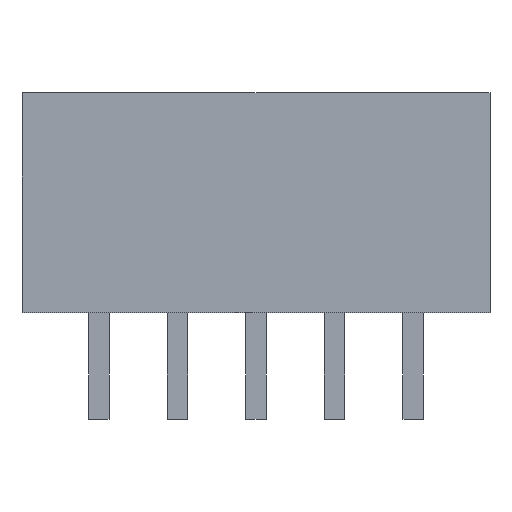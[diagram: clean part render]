
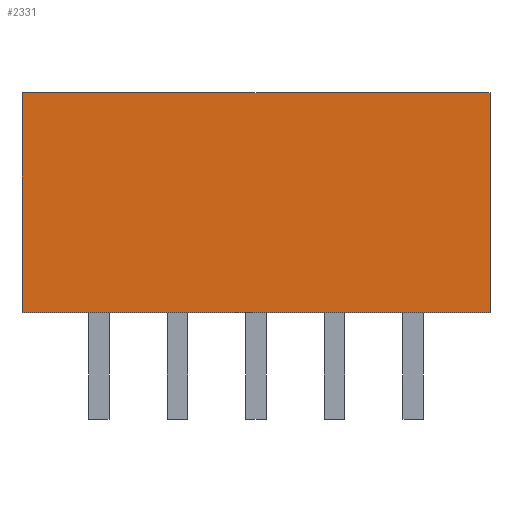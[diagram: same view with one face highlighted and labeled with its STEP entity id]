
A CAD part, front view. The second image highlights one B-rep face of the part: STEP entity #2331.
In plain terms, the highlighted planar face has unit normal (0, -1, 0).
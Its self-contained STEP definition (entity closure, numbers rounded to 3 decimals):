
#72 = PLANE('',#73);
#73 = AXIS2_PLACEMENT_3D('',#74,#75,#76);
#74 = CARTESIAN_POINT('',(-2.45,2.375,0.));
#75 = DIRECTION('',(0.,0.,1.));
#76 = DIRECTION('',(0.,1.,0.));
#372 = VERTEX_POINT('',#373);
#373 = CARTESIAN_POINT('',(12.45,-3.375,0.));
#387 = PLANE('',#388);
#388 = AXIS2_PLACEMENT_3D('',#389,#390,#391);
#389 = CARTESIAN_POINT('',(12.45,2.375,7.));
#390 = DIRECTION('',(1.,0.,0.));
#391 = DIRECTION('',(0.,1.,0.));
#399 = EDGE_CURVE('',#400,#372,#402,.T.);
#400 = VERTEX_POINT('',#401);
#401 = CARTESIAN_POINT('',(-2.45,-3.375,0.));
#402 = SURFACE_CURVE('',#403,(#407,#414),.PCURVE_S1.);
#403 = LINE('',#404,#405);
#404 = CARTESIAN_POINT('',(-2.45,-3.375,0.));
#405 = VECTOR('',#406,1.);
#406 = DIRECTION('',(1.,0.,0.));
#407 = PCURVE('',#72,#408);
#408 = DEFINITIONAL_REPRESENTATION('',(#409),#413);
#409 = LINE('',#410,#411);
#410 = CARTESIAN_POINT('',(-5.75,0.));
#411 = VECTOR('',#412,1.);
#412 = DIRECTION('',(0.,-1.));
#413 = ( GEOMETRIC_REPRESENTATION_CONTEXT(2) 
PARAMETRIC_REPRESENTATION_CONTEXT() REPRESENTATION_CONTEXT('2D SPACE',''
  ) );
#414 = PCURVE('',#415,#420);
#415 = PLANE('',#416);
#416 = AXIS2_PLACEMENT_3D('',#417,#418,#419);
#417 = CARTESIAN_POINT('',(-2.45,-3.375,0.));
#418 = DIRECTION('',(0.,1.,0.));
#419 = DIRECTION('',(-1.,0.,0.));
#420 = DEFINITIONAL_REPRESENTATION('',(#421),#425);
#421 = LINE('',#422,#423);
#422 = CARTESIAN_POINT('',(0.,0.));
#423 = VECTOR('',#424,1.);
#424 = DIRECTION('',(-1.,0.));
#425 = ( GEOMETRIC_REPRESENTATION_CONTEXT(2) 
PARAMETRIC_REPRESENTATION_CONTEXT() REPRESENTATION_CONTEXT('2D SPACE',''
  ) );
#443 = PLANE('',#444);
#444 = AXIS2_PLACEMENT_3D('',#445,#446,#447);
#445 = CARTESIAN_POINT('',(-2.45,2.375,7.));
#446 = DIRECTION('',(1.,0.,0.));
#447 = DIRECTION('',(0.,1.,0.));
#1583 = EDGE_CURVE('',#400,#1584,#1586,.T.);
#1584 = VERTEX_POINT('',#1585);
#1585 = CARTESIAN_POINT('',(-2.45,-3.375,7.));
#1586 = SURFACE_CURVE('',#1587,(#1591,#1598),.PCURVE_S1.);
#1587 = LINE('',#1588,#1589);
#1588 = CARTESIAN_POINT('',(-2.45,-3.375,0.));
#1589 = VECTOR('',#1590,1.);
#1590 = DIRECTION('',(0.,0.,1.));
#1591 = PCURVE('',#443,#1592);
#1592 = DEFINITIONAL_REPRESENTATION('',(#1593),#1597);
#1593 = LINE('',#1594,#1595);
#1594 = CARTESIAN_POINT('',(-5.75,-7.));
#1595 = VECTOR('',#1596,1.);
#1596 = DIRECTION('',(0.,1.));
#1597 = ( GEOMETRIC_REPRESENTATION_CONTEXT(2) 
PARAMETRIC_REPRESENTATION_CONTEXT() REPRESENTATION_CONTEXT('2D SPACE',''
  ) );
#1598 = PCURVE('',#415,#1599);
#1599 = DEFINITIONAL_REPRESENTATION('',(#1600),#1604);
#1600 = LINE('',#1601,#1602);
#1601 = CARTESIAN_POINT('',(0.,0.));
#1602 = VECTOR('',#1603,1.);
#1603 = DIRECTION('',(0.,1.));
#1604 = ( GEOMETRIC_REPRESENTATION_CONTEXT(2) 
PARAMETRIC_REPRESENTATION_CONTEXT() REPRESENTATION_CONTEXT('2D SPACE',''
  ) );
#1622 = PLANE('',#1623);
#1623 = AXIS2_PLACEMENT_3D('',#1624,#1625,#1626);
#1624 = CARTESIAN_POINT('',(-2.45,0.55,7.));
#1625 = DIRECTION('',(0.,0.,-1.));
#1626 = DIRECTION('',(0.,-1.,0.));
#2207 = VERTEX_POINT('',#2208);
#2208 = CARTESIAN_POINT('',(12.45,-3.375,7.));
#2229 = EDGE_CURVE('',#372,#2207,#2230,.T.);
#2230 = SURFACE_CURVE('',#2231,(#2235,#2242),.PCURVE_S1.);
#2231 = LINE('',#2232,#2233);
#2232 = CARTESIAN_POINT('',(12.45,-3.375,0.));
#2233 = VECTOR('',#2234,1.);
#2234 = DIRECTION('',(0.,0.,1.));
#2235 = PCURVE('',#387,#2236);
#2236 = DEFINITIONAL_REPRESENTATION('',(#2237),#2241);
#2237 = LINE('',#2238,#2239);
#2238 = CARTESIAN_POINT('',(-5.75,-7.));
#2239 = VECTOR('',#2240,1.);
#2240 = DIRECTION('',(0.,1.));
#2241 = ( GEOMETRIC_REPRESENTATION_CONTEXT(2) 
PARAMETRIC_REPRESENTATION_CONTEXT() REPRESENTATION_CONTEXT('2D SPACE',''
  ) );
#2242 = PCURVE('',#415,#2243);
#2243 = DEFINITIONAL_REPRESENTATION('',(#2244),#2248);
#2244 = LINE('',#2245,#2246);
#2245 = CARTESIAN_POINT('',(-14.9,0.));
#2246 = VECTOR('',#2247,1.);
#2247 = DIRECTION('',(0.,1.));
#2248 = ( GEOMETRIC_REPRESENTATION_CONTEXT(2) 
PARAMETRIC_REPRESENTATION_CONTEXT() REPRESENTATION_CONTEXT('2D SPACE',''
  ) );
#2331 = ADVANCED_FACE('',(#2332),#415,.F.);
#2332 = FACE_BOUND('',#2333,.T.);
#2333 = EDGE_LOOP('',(#2334,#2335,#2356,#2357));
#2334 = ORIENTED_EDGE('',*,*,#2229,.T.);
#2335 = ORIENTED_EDGE('',*,*,#2336,.F.);
#2336 = EDGE_CURVE('',#1584,#2207,#2337,.T.);
#2337 = SURFACE_CURVE('',#2338,(#2342,#2349),.PCURVE_S1.);
#2338 = LINE('',#2339,#2340);
#2339 = CARTESIAN_POINT('',(-2.45,-3.375,7.));
#2340 = VECTOR('',#2341,1.);
#2341 = DIRECTION('',(1.,0.,0.));
#2342 = PCURVE('',#415,#2343);
#2343 = DEFINITIONAL_REPRESENTATION('',(#2344),#2348);
#2344 = LINE('',#2345,#2346);
#2345 = CARTESIAN_POINT('',(0.,7.));
#2346 = VECTOR('',#2347,1.);
#2347 = DIRECTION('',(-1.,0.));
#2348 = ( GEOMETRIC_REPRESENTATION_CONTEXT(2) 
PARAMETRIC_REPRESENTATION_CONTEXT() REPRESENTATION_CONTEXT('2D SPACE',''
  ) );
#2349 = PCURVE('',#1622,#2350);
#2350 = DEFINITIONAL_REPRESENTATION('',(#2351),#2355);
#2351 = LINE('',#2352,#2353);
#2352 = CARTESIAN_POINT('',(3.925,0.));
#2353 = VECTOR('',#2354,1.);
#2354 = DIRECTION('',(0.,-1.));
#2355 = ( GEOMETRIC_REPRESENTATION_CONTEXT(2) 
PARAMETRIC_REPRESENTATION_CONTEXT() REPRESENTATION_CONTEXT('2D SPACE',''
  ) );
#2356 = ORIENTED_EDGE('',*,*,#1583,.F.);
#2357 = ORIENTED_EDGE('',*,*,#399,.T.);
